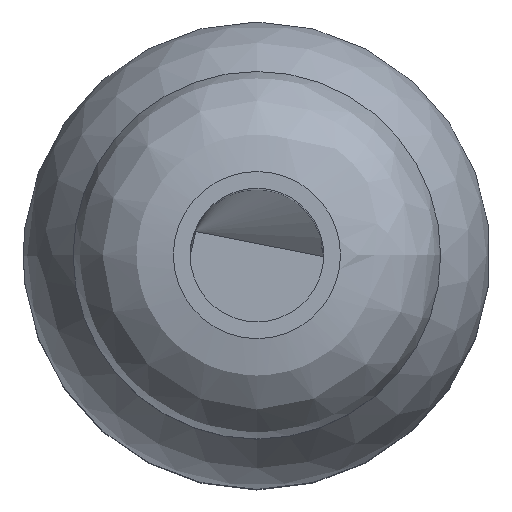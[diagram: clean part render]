
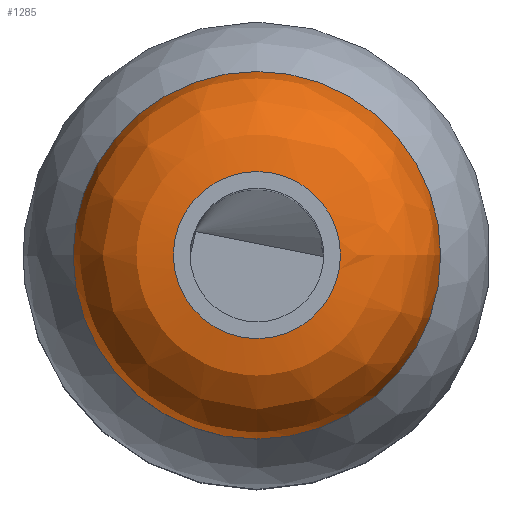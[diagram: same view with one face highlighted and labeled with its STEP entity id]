
A CAD part, top view. The second image highlights one B-rep face of the part: STEP entity #1285.
In plain terms, the highlighted free-form (B-spline) face has degree [2, 2] with [3, 9] control points.
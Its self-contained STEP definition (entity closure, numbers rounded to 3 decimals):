
#19=(
BOUNDED_SURFACE()
B_SPLINE_SURFACE(2,2,((#2458,#2459,#2460,#2461,#2462,#2463,#2464,#2465,
#2466),(#2467,#2468,#2469,#2470,#2471,#2472,#2473,#2474,#2475),(#2476,#2477,
#2478,#2479,#2480,#2481,#2482,#2483,#2484)),.UNSPECIFIED.,.F.,.T.,.F.)
B_SPLINE_SURFACE_WITH_KNOTS((3,3),(3,2,2,2,3),(-1.571,0.),
(-3.142,-1.571,0.,1.571,3.142),
 .UNSPECIFIED.)
GEOMETRIC_REPRESENTATION_ITEM()
RATIONAL_B_SPLINE_SURFACE(((1.,0.707,1.,0.707,1.,
0.707,1.,0.707,1.),(0.707,0.5,0.707,
0.5,0.707,0.5,0.707,0.5,0.707),(1.,
0.707,1.,0.707,1.,0.707,1.,0.707,
1.)))
REPRESENTATION_ITEM('')
SURFACE()
);
#350=FACE_OUTER_BOUND('',#429,.T.);
#429=EDGE_LOOP('',(#1026,#1027,#1028,#1029));
#526=CIRCLE('',#1415,5.);
#527=CIRCLE('',#1416,11.);
#528=CIRCLE('',#1417,6.);
#620=VERTEX_POINT('',#2456);
#621=VERTEX_POINT('',#2485);
#771=EDGE_CURVE('',#620,#620,#526,.T.);
#772=EDGE_CURVE('',#621,#621,#527,.T.);
#773=EDGE_CURVE('',#621,#620,#528,.T.);
#1026=ORIENTED_EDGE('',*,*,#772,.F.);
#1027=ORIENTED_EDGE('',*,*,#773,.T.);
#1028=ORIENTED_EDGE('',*,*,#771,.T.);
#1029=ORIENTED_EDGE('',*,*,#773,.F.);
#1285=ADVANCED_FACE('',(#350),#19,.F.);
#1415=AXIS2_PLACEMENT_3D('',#2457,#1660,#1661);
#1416=AXIS2_PLACEMENT_3D('',#2486,#1662,#1663);
#1417=AXIS2_PLACEMENT_3D('',#2487,#1664,#1665);
#1660=DIRECTION('center_axis',(0.,0.,1.));
#1661=DIRECTION('ref_axis',(1.,0.,0.));
#1662=DIRECTION('center_axis',(0.,0.,1.));
#1663=DIRECTION('ref_axis',(1.,0.,0.));
#1664=DIRECTION('center_axis',(0.,1.,0.));
#1665=DIRECTION('ref_axis',(1.,0.,0.));
#2456=CARTESIAN_POINT('',(5.,0.,-90.));
#2457=CARTESIAN_POINT('Origin',(0.,0.,
-90.));
#2458=CARTESIAN_POINT('Ctrl Pts',(5.,0.,-90.));
#2459=CARTESIAN_POINT('Ctrl Pts',(5.,5.,-90.));
#2460=CARTESIAN_POINT('Ctrl Pts',(0.,5.,
-90.));
#2461=CARTESIAN_POINT('Ctrl Pts',(-5.,5.,-90.));
#2462=CARTESIAN_POINT('Ctrl Pts',(-5.,0.,-90.));
#2463=CARTESIAN_POINT('Ctrl Pts',(-5.,-5.,-90.));
#2464=CARTESIAN_POINT('Ctrl Pts',(0.,-5.,
-90.));
#2465=CARTESIAN_POINT('Ctrl Pts',(5.,-5.,-90.));
#2466=CARTESIAN_POINT('Ctrl Pts',(5.,0.,-90.));
#2467=CARTESIAN_POINT('Ctrl Pts',(11.,0.,-90.));
#2468=CARTESIAN_POINT('Ctrl Pts',(11.,11.,-90.));
#2469=CARTESIAN_POINT('Ctrl Pts',(0.,11.,
-90.));
#2470=CARTESIAN_POINT('Ctrl Pts',(-11.,11.,-90.));
#2471=CARTESIAN_POINT('Ctrl Pts',(-11.,0.,-90.));
#2472=CARTESIAN_POINT('Ctrl Pts',(-11.,-11.,-90.));
#2473=CARTESIAN_POINT('Ctrl Pts',(0.,-11.,
-90.));
#2474=CARTESIAN_POINT('Ctrl Pts',(11.,-11.,-90.));
#2475=CARTESIAN_POINT('Ctrl Pts',(11.,0.,-90.));
#2476=CARTESIAN_POINT('Ctrl Pts',(11.,0.,-84.));
#2477=CARTESIAN_POINT('Ctrl Pts',(11.,11.,-84.));
#2478=CARTESIAN_POINT('Ctrl Pts',(0.,11.,
-84.));
#2479=CARTESIAN_POINT('Ctrl Pts',(-11.,11.,-84.));
#2480=CARTESIAN_POINT('Ctrl Pts',(-11.,0.,-84.));
#2481=CARTESIAN_POINT('Ctrl Pts',(-11.,-11.,-84.));
#2482=CARTESIAN_POINT('Ctrl Pts',(0.,-11.,
-84.));
#2483=CARTESIAN_POINT('Ctrl Pts',(11.,-11.,-84.));
#2484=CARTESIAN_POINT('Ctrl Pts',(11.,0.,-84.));
#2485=CARTESIAN_POINT('',(11.,0.,-84.));
#2486=CARTESIAN_POINT('Origin',(0.,0.,
-84.));
#2487=CARTESIAN_POINT('Origin',(5.,0.,-84.));
